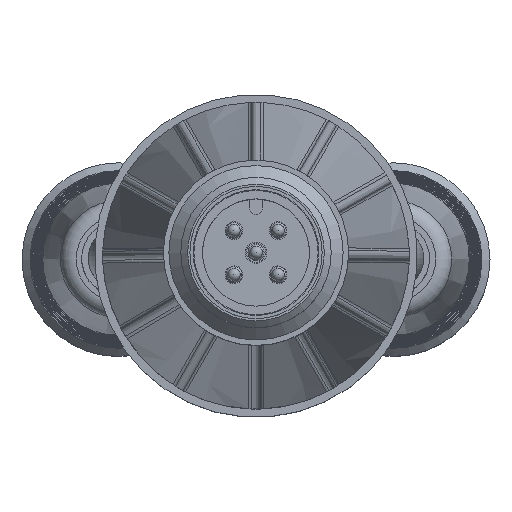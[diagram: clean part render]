
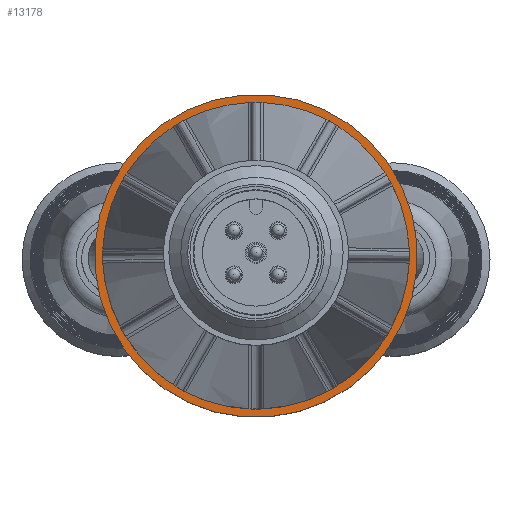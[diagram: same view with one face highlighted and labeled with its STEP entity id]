
A CAD part, top view. The second image highlights one B-rep face of the part: STEP entity #13178.
In plain terms, the highlighted planar face has unit normal (0, 0, 1).
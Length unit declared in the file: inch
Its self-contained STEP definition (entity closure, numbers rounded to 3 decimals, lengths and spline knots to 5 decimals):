
#2634=FACE_BOUND('',#4465,.T.);
#3408=FACE_OUTER_BOUND('',#4464,.T.);
#4464=EDGE_LOOP('',(#11058));
#4465=EDGE_LOOP('',(#11059));
#4747=CIRCLE('',#13793,0.445);
#4941=CIRCLE('',#14415,0.5);
#5631=VERTEX_POINT('',#21160);
#6109=VERTEX_POINT('',#23670);
#7015=EDGE_CURVE('',#5631,#5631,#4747,.T.);
#7771=EDGE_CURVE('',#6109,#6109,#4941,.T.);
#11058=ORIENTED_EDGE('',*,*,#7771,.F.);
#11059=ORIENTED_EDGE('',*,*,#7015,.F.);
#11637=PLANE('',#14414);
#13178=ADVANCED_FACE('',(#3408,#2634),#11637,.T.);
#13793=AXIS2_PLACEMENT_3D('',#21161,#16081,#16082);
#14414=AXIS2_PLACEMENT_3D('',#23669,#17653,#17654);
#14415=AXIS2_PLACEMENT_3D('',#23671,#17655,#17656);
#16081=DIRECTION('center_axis',(0.,0.,
1.));
#16082=DIRECTION('ref_axis',(1.,0.,0.));
#17653=DIRECTION('center_axis',(0.,0.,
1.));
#17654=DIRECTION('ref_axis',(0.965,0.263,0.));
#17655=DIRECTION('center_axis',(0.,0.,
-1.));
#17656=DIRECTION('ref_axis',(0.263,-0.965,0.));
#21160=CARTESIAN_POINT('',(0.,-0.445,-5.64727));
#21161=CARTESIAN_POINT('Origin',(0.,0.,
-5.64727));
#23669=CARTESIAN_POINT('Origin',(0.06569,-0.24122,
-5.64727));
#23670=CARTESIAN_POINT('',(0.13137,-0.48243,-5.64727));
#23671=CARTESIAN_POINT('Origin',(0.,0.,
-5.64727));
